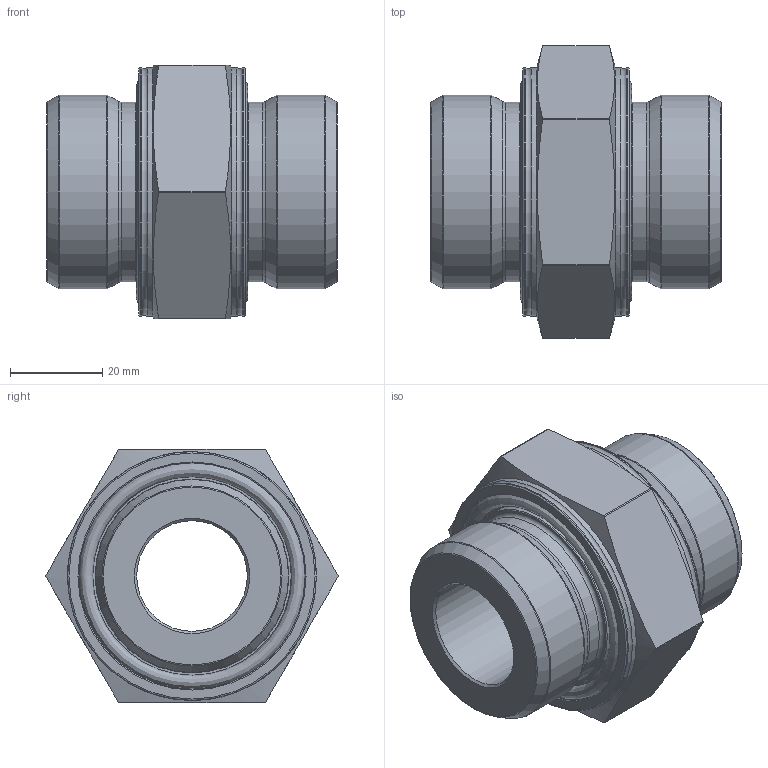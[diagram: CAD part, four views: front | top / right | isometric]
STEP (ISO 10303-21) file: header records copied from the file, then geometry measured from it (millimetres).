
FILE_DESCRIPTION(/* description */ (''),/* implementation_level */ '2;1');
FILE_NAME(/* name */ 'DOM30.stp',/* time_stamp */ '2025-01-08T11:19:45+01:00',/* author */ (''),/* organization */ (''),/* preprocessor_version */ 'ST-DEVELOPER v16',/* originating_system */ 'SIEMENS PLM Software NX 10.0',/* authorisation */ '');
FILE_SCHEMA (('CONFIG_CONTROL_DESIGN'));
Length unit declared in the file: millimetre
Products named in the file (2): X-O43-1; X-DOM42
Assembly tree (2 placements, depth 2):
  X-DOM42
    X-O43-1  x2
Bounding box: 63 x 63.42 x 55 mm (x, y, z)
Volume: 81605.6 mm3; surface area: 22458.1 mm2
Topology: 3 solids, 3 shells, 61 faces, 132 edges, 79 vertices
Faces by surface type: cylinder 19, torus 18, plane 14, cone 8, revolution 2
Full cylindrical faces by diameter (mm): 24 x1, 38.9 x2, 41.755 x2, 42 x2, 49.045 x2, 53.955 x4
Entity records: 1788 total; most frequent: CARTESIAN_POINT 479, DIRECTION 227, ORIENTED_EDGE 164, AXIS2_PLACEMENT_3D 107, EDGE_LOOP 106, FACE_BOUND 95, EDGE_CURVE 82, VERTEX_POINT 71
